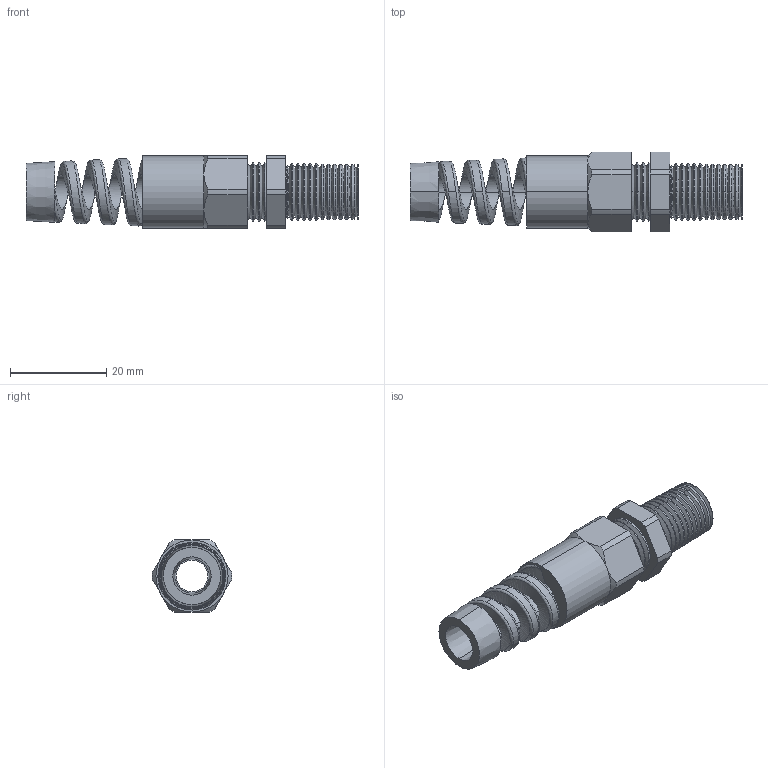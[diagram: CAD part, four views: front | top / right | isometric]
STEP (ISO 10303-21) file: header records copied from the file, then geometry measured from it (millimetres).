
FILE_DESCRIPTION (( 'STEP AP203' ), '1' );
FILE_NAME ('CF07CA-GY.STEP', '2008-05-26T07:02:42', ( 'Baystate01' ), ( 'Baystate' ), 'SwSTEP 2.0', 'SolidWorks 2007', '' );
FILE_SCHEMA (( 'CONFIG_CONTROL_DESIGN' ));
Length unit declared in the file: inch
Products named in the file (1): CF07CA-GY
Bounding box: 69.09 x 16.63 x 14.99 mm (x, y, z)
Volume: 5978.9 mm3; surface area: 5797.5 mm2
Topology: 2 solids, 2 shells, 177 faces, 399 edges, 230 vertices
Faces by surface type: cone 110, cylinder 33, plane 24, torus 6, bspline 4
Entity records: 8501 total; most frequent: CARTESIAN_POINT 4488, DIRECTION 861, ORIENTED_EDGE 798, EDGE_CURVE 399, AXIS2_PLACEMENT_3D 346, VERTEX_POINT 230, EDGE_LOOP 187, FACE_OUTER_BOUND 177
